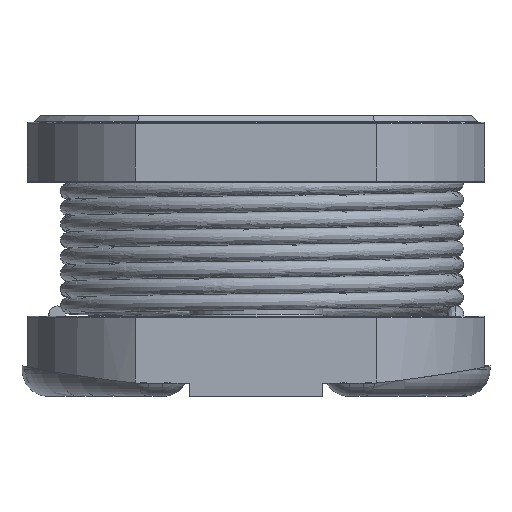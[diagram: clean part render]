
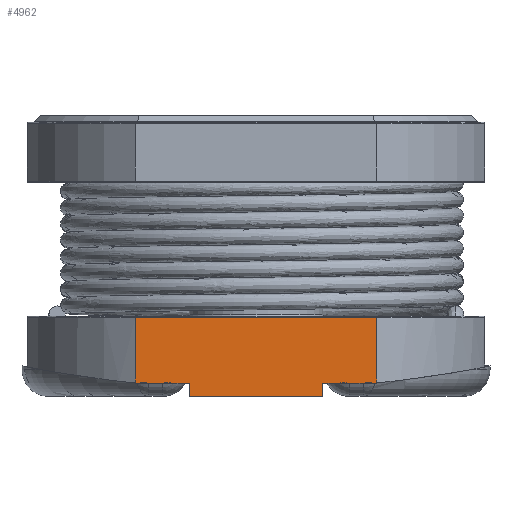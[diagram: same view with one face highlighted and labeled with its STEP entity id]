
A CAD part, front view. The second image highlights one B-rep face of the part: STEP entity #4962.
In plain terms, the highlighted planar face has unit normal (0, -1, 0).
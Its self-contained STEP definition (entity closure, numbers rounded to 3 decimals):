
#681 = CARTESIAN_POINT ( 'NONE',  ( 0.901, -1.5, 0.1 ) ) ;
#1570 = EDGE_CURVE ( 'NONE', #4480, #12590, #4427, .T. ) ;
#1595 = CARTESIAN_POINT ( 'NONE',  ( -0.5, -1.5, 0. ) ) ;
#1611 = CARTESIAN_POINT ( 'NONE',  ( -0.901, -1.5, 0.59 ) ) ;
#1622 = ORIENTED_EDGE ( 'NONE', *, *, #7926, .T. ) ;
#1664 = ORIENTED_EDGE ( 'NONE', *, *, #5747, .T. ) ;
#1749 = ORIENTED_EDGE ( 'NONE', *, *, #8324, .F. ) ;
#1917 = VECTOR ( 'NONE', #16954, 1000. ) ;
#1963 = EDGE_LOOP ( 'NONE', ( #13628, #1622, #15707, #10727, #4190, #9990, #3528, #10045, #1749, #1664 ) ) ;
#2112 = LINE ( 'NONE', #13668, #14135 ) ;
#2606 = VERTEX_POINT ( 'NONE', #2878 ) ;
#2718 = CARTESIAN_POINT ( 'NONE',  ( -0.5, -1.5, 0. ) ) ;
#2763 = DIRECTION ( 'NONE',  ( -1., 0., 0. ) ) ;
#2878 = CARTESIAN_POINT ( 'NONE',  ( 0.901, -1.5, 0.59 ) ) ;
#3053 = DIRECTION ( 'NONE',  ( 1., 0., 0. ) ) ;
#3519 = DIRECTION ( 'NONE',  ( -1., 0., 0. ) ) ;
#3528 = ORIENTED_EDGE ( 'NONE', *, *, #11121, .F. ) ;
#3635 = VECTOR ( 'NONE', #6935, 1000. ) ;
#3837 = PLANE ( 'NONE',  #11334 ) ;
#3921 = LINE ( 'NONE', #8315, #1917 ) ;
#3980 = LINE ( 'NONE', #16830, #15962 ) ;
#4104 = VERTEX_POINT ( 'NONE', #11565 ) ;
#4190 = ORIENTED_EDGE ( 'NONE', *, *, #10069, .F. ) ;
#4214 = CARTESIAN_POINT ( 'NONE',  ( -0.901, -1.5, 0.1 ) ) ;
#4427 = LINE ( 'NONE', #10034, #11249 ) ;
#4480 = VERTEX_POINT ( 'NONE', #5840 ) ;
#4962 = ADVANCED_FACE ( 'NONE', ( #16598 ), #3837, .F. ) ;
#4999 = EDGE_CURVE ( 'NONE', #16154, #7999, #5231, .T. ) ;
#5231 = LINE ( 'NONE', #8323, #8955 ) ;
#5747 = EDGE_CURVE ( 'NONE', #2606, #4480, #12995, .T. ) ;
#5817 = DIRECTION ( 'NONE',  ( -1., 0., 0. ) ) ;
#5821 = VECTOR ( 'NONE', #12968, 1000. ) ;
#5840 = CARTESIAN_POINT ( 'NONE',  ( -0.901, -1.5, 0.59 ) ) ;
#5975 = EDGE_CURVE ( 'NONE', #6716, #13377, #10847, .T. ) ;
#6225 = VERTEX_POINT ( 'NONE', #15970 ) ;
#6716 = VERTEX_POINT ( 'NONE', #11785 ) ;
#6745 = DIRECTION ( 'NONE',  ( -1., 0., 0. ) ) ;
#6875 = DIRECTION ( 'NONE',  ( 0., 0., -1. ) ) ;
#6935 = DIRECTION ( 'NONE',  ( 0., 0., -1. ) ) ;
#7926 = EDGE_CURVE ( 'NONE', #12590, #6716, #3921, .T. ) ;
#7999 = VERTEX_POINT ( 'NONE', #17485 ) ;
#8035 = DIRECTION ( 'NONE',  ( 0., 1., 0. ) ) ;
#8037 = VECTOR ( 'NONE', #3053, 1000. ) ;
#8315 = CARTESIAN_POINT ( 'NONE',  ( -1.712, -1.5, 0.1 ) ) ;
#8323 = CARTESIAN_POINT ( 'NONE',  ( 1.712, -1.5, 0.1 ) ) ;
#8324 = EDGE_CURVE ( 'NONE', #2606, #8509, #16819, .T. ) ;
#8509 = VERTEX_POINT ( 'NONE', #681 ) ;
#8740 = CARTESIAN_POINT ( 'NONE',  ( 0.7, -1.5, 0.1 ) ) ;
#8955 = VECTOR ( 'NONE', #6745, 1000. ) ;
#9180 = EDGE_CURVE ( 'NONE', #8509, #6225, #2112, .T. ) ;
#9990 = ORIENTED_EDGE ( 'NONE', *, *, #4999, .F. ) ;
#10034 = CARTESIAN_POINT ( 'NONE',  ( -0.901, -1.5, 0.6 ) ) ;
#10045 = ORIENTED_EDGE ( 'NONE', *, *, #9180, .F. ) ;
#10069 = EDGE_CURVE ( 'NONE', #7999, #4104, #15749, .T. ) ;
#10124 = DIRECTION ( 'NONE',  ( 0., 0., -1. ) ) ;
#10727 = ORIENTED_EDGE ( 'NONE', *, *, #16136, .T. ) ;
#10847 = LINE ( 'NONE', #2718, #3635 ) ;
#11121 = EDGE_CURVE ( 'NONE', #6225, #16154, #3980, .T. ) ;
#11249 = VECTOR ( 'NONE', #10124, 1000. ) ;
#11334 = AXIS2_PLACEMENT_3D ( 'NONE', #15295, #8035, #12603 ) ;
#11378 = VECTOR ( 'NONE', #5817, 1000. ) ;
#11565 = CARTESIAN_POINT ( 'NONE',  ( 0.5, -1.5, 0. ) ) ;
#11720 = LINE ( 'NONE', #11816, #8037 ) ;
#11785 = CARTESIAN_POINT ( 'NONE',  ( -0.5, -1.5, 0.1 ) ) ;
#11816 = CARTESIAN_POINT ( 'NONE',  ( -0.901, -1.5, 0. ) ) ;
#12590 = VERTEX_POINT ( 'NONE', #4214 ) ;
#12603 = DIRECTION ( 'NONE',  ( 0., 0., 1. ) ) ;
#12968 = DIRECTION ( 'NONE',  ( 0., 0., -1. ) ) ;
#12995 = LINE ( 'NONE', #1611, #11378 ) ;
#13377 = VERTEX_POINT ( 'NONE', #1595 ) ;
#13628 = ORIENTED_EDGE ( 'NONE', *, *, #1570, .T. ) ;
#13668 = CARTESIAN_POINT ( 'NONE',  ( 1.712, -1.5, 0.1 ) ) ;
#14135 = VECTOR ( 'NONE', #3519, 1000. ) ;
#15295 = CARTESIAN_POINT ( 'NONE',  ( -0.901, -1.5, 0.6 ) ) ;
#15581 = VECTOR ( 'NONE', #6875, 1000. ) ;
#15707 = ORIENTED_EDGE ( 'NONE', *, *, #5975, .T. ) ;
#15749 = LINE ( 'NONE', #17298, #5821 ) ;
#15962 = VECTOR ( 'NONE', #2763, 1000. ) ;
#15970 = CARTESIAN_POINT ( 'NONE',  ( 0.801, -1.5, 0.1 ) ) ;
#16136 = EDGE_CURVE ( 'NONE', #13377, #4104, #11720, .T. ) ;
#16154 = VERTEX_POINT ( 'NONE', #8740 ) ;
#16598 = FACE_OUTER_BOUND ( 'NONE', #1963, .T. ) ;
#16819 = LINE ( 'NONE', #18178, #15581 ) ;
#16830 = CARTESIAN_POINT ( 'NONE',  ( 1.75, -1.5, 0.1 ) ) ;
#16954 = DIRECTION ( 'NONE',  ( 1., 0., 0. ) ) ;
#17298 = CARTESIAN_POINT ( 'NONE',  ( 0.5, -1.5, 0. ) ) ;
#17485 = CARTESIAN_POINT ( 'NONE',  ( 0.5, -1.5, 0.1 ) ) ;
#18178 = CARTESIAN_POINT ( 'NONE',  ( 0.901, -1.5, 0.6 ) ) ;
